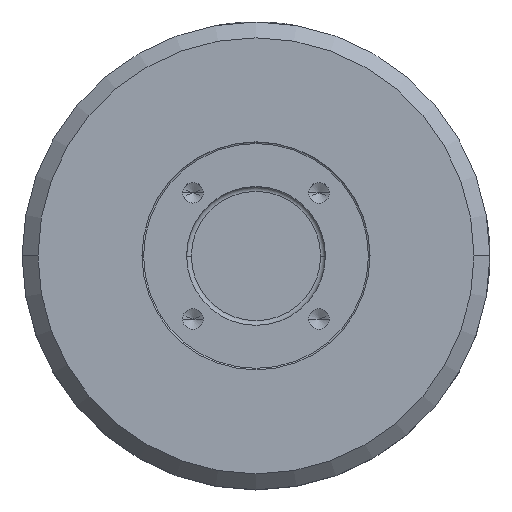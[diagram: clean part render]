
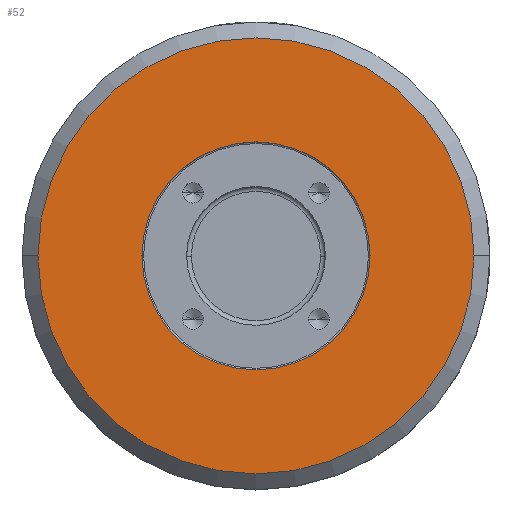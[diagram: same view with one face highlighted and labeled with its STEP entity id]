
A CAD part, top view. The second image highlights one B-rep face of the part: STEP entity #52.
In plain terms, the highlighted planar face has unit normal (0, 0, 1).
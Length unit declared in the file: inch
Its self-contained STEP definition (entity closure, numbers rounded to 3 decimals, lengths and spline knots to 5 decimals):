
#26 = FACE_BOUND ( 'NONE', #1128, .T. ) ;
#52 = ADVANCED_FACE ( 'NONE', ( #1304, #26 ), #1691, .F. ) ;
#73 = DIRECTION ( 'NONE',  ( 0., 0., 1. ) ) ;
#86 = AXIS2_PLACEMENT_3D ( 'NONE', #1441, #461, #1602 ) ;
#128 = VERTEX_POINT ( 'NONE', #236 ) ;
#197 = DIRECTION ( 'NONE',  ( 0., 0., 1. ) ) ;
#220 = DIRECTION ( 'NONE',  ( -1., 0., 0. ) ) ;
#236 = CARTESIAN_POINT ( 'NONE',  ( 0.719, 0., 0.827 ) ) ;
#377 = EDGE_CURVE ( 'NONE', #2014, #820, #1092, .T. ) ;
#461 = DIRECTION ( 'NONE',  ( 0., 0., 1. ) ) ;
#510 = AXIS2_PLACEMENT_3D ( 'NONE', #1051, #73, #1219 ) ;
#533 = DIRECTION ( 'NONE',  ( 0., 0., 1. ) ) ;
#596 = ORIENTED_EDGE ( 'NONE', *, *, #377, .T. ) ;
#716 = CIRCLE ( 'NONE', #1783, 0.719 ) ;
#728 = CIRCLE ( 'NONE', #86, 0.719 ) ;
#795 = CARTESIAN_POINT ( 'NONE',  ( -0.719, 0., 0.827 ) ) ;
#820 = VERTEX_POINT ( 'NONE', #1494 ) ;
#827 = EDGE_CURVE ( 'NONE', #820, #2014, #875, .T. ) ;
#875 = CIRCLE ( 'NONE', #1493, 1.375 ) ;
#882 = CARTESIAN_POINT ( 'NONE',  ( -1.475, 0., 0.827 ) ) ;
#1051 = CARTESIAN_POINT ( 'NONE',  ( 0., 0., 0.827 ) ) ;
#1092 = CIRCLE ( 'NONE', #510, 1.375 ) ;
#1128 = EDGE_LOOP ( 'NONE', ( #1667, #1705 ) ) ;
#1159 = CARTESIAN_POINT ( 'NONE',  ( 1.375, 0., 0.827 ) ) ;
#1183 = CARTESIAN_POINT ( 'NONE',  ( 0., 0., 0.827 ) ) ;
#1207 = EDGE_CURVE ( 'NONE', #1442, #128, #716, .T. ) ;
#1208 = DIRECTION ( 'NONE',  ( 0., 0., -1. ) ) ;
#1219 = DIRECTION ( 'NONE',  ( -1., 0., 0. ) ) ;
#1257 = EDGE_LOOP ( 'NONE', ( #1741, #596 ) ) ;
#1304 = FACE_OUTER_BOUND ( 'NONE', #1257, .T. ) ;
#1346 = DIRECTION ( 'NONE',  ( 1., 0., 0. ) ) ;
#1441 = CARTESIAN_POINT ( 'NONE',  ( 0., 0., 0.827 ) ) ;
#1442 = VERTEX_POINT ( 'NONE', #795 ) ;
#1493 = AXIS2_PLACEMENT_3D ( 'NONE', #1503, #533, #1670 ) ;
#1494 = CARTESIAN_POINT ( 'NONE',  ( -1.375, 0., 0.827 ) ) ;
#1503 = CARTESIAN_POINT ( 'NONE',  ( 0., 0., 0.827 ) ) ;
#1602 = DIRECTION ( 'NONE',  ( 1., 0., 0. ) ) ;
#1667 = ORIENTED_EDGE ( 'NONE', *, *, #1812, .F. ) ;
#1670 = DIRECTION ( 'NONE',  ( -1., 0., 0. ) ) ;
#1691 = PLANE ( 'NONE',  #2002 ) ;
#1705 = ORIENTED_EDGE ( 'NONE', *, *, #1207, .F. ) ;
#1741 = ORIENTED_EDGE ( 'NONE', *, *, #827, .T. ) ;
#1783 = AXIS2_PLACEMENT_3D ( 'NONE', #1183, #197, #1346 ) ;
#1812 = EDGE_CURVE ( 'NONE', #128, #1442, #728, .T. ) ;
#2002 = AXIS2_PLACEMENT_3D ( 'NONE', #882, #1208, #220 ) ;
#2014 = VERTEX_POINT ( 'NONE', #1159 ) ;
